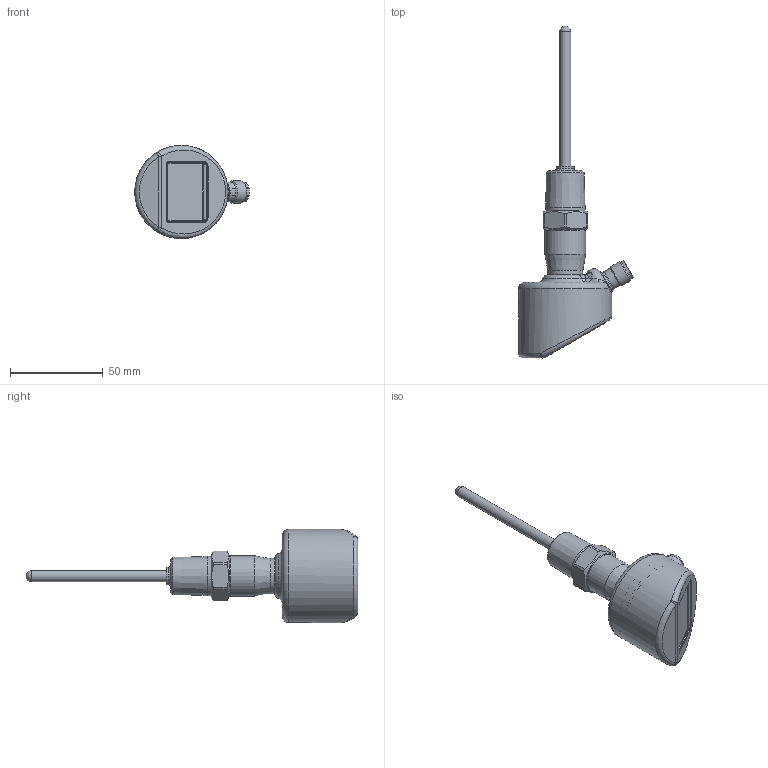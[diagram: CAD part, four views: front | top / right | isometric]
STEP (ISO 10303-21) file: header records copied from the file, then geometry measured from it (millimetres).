
FILE_DESCRIPTION(/* description */ ('Unknown'),/* implementation_level */ '2;1');
FILE_NAME(/* name */ 'PT55-N020.1#013221.20000000100',/* time_stamp */ '2024-09-13T07:36:49+02:00',/* author */ ('Unknown'),/* organization */ ('Baumer'),/* preprocessor_version */ 'ST-DEVELOPER v16.7',/* originating_system */ 'Solid Edge',/* authorisation */ 'Unknown');
FILE_SCHEMA (('AUTOMOTIVE_DESIGN {1 0 10303 214 3 1 1}'));
Products named in the file (1): Part2
Bounding box: 61.95 x 179.4 x 50.39 mm (x, y, z)
Volume: 40367.5 mm3; surface area: 39686 mm2
Topology: 1 solids, 6 shells, 1816 faces, 4842 edges, 3103 vertices
Faces by surface type: plane 984, cylinder 350, bspline 319, cone 76, torus 70, sphere 17
Full cylindrical faces by diameter (mm): 0.7 x6, 0.9 x2, 1 x4, 3 x1, 4 x1, 6 x3, 7 x1, 8 x1, 8.1 x2, 8.4 x2, 8.7 x1, 9.36 x1, 9.45 x1, 9.5 x1, 9.55 x1, 9.6 x1, 10 x1, 10.42 x1, 10.5 x1, 10.65 x1, 10.7 x2, 11 x1, 12 x2, 12.15 x1, 12.6 x1, 14.97 x1, 15.1 x1, 15.9 x3, 19 x1, 20 x2
Entity records: 77159 total; most frequent: CARTESIAN_POINT 22958, ORIENTED_EDGE 9210, DIRECTION 7098, EDGE_CURVE 4605, VERTEX_POINT 3033, AXIS2_PLACEMENT_3D 2480, LINE 2138, VECTOR 2138
